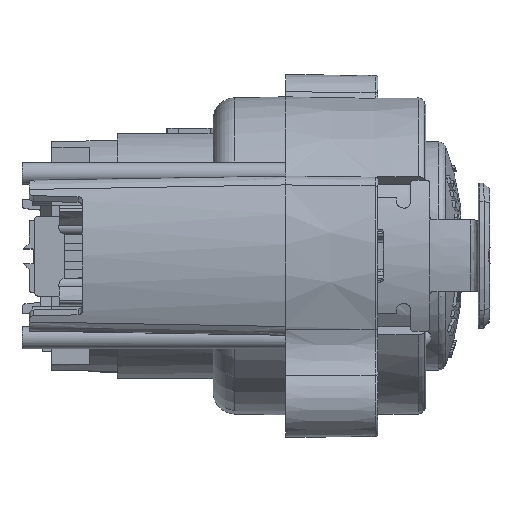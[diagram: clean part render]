
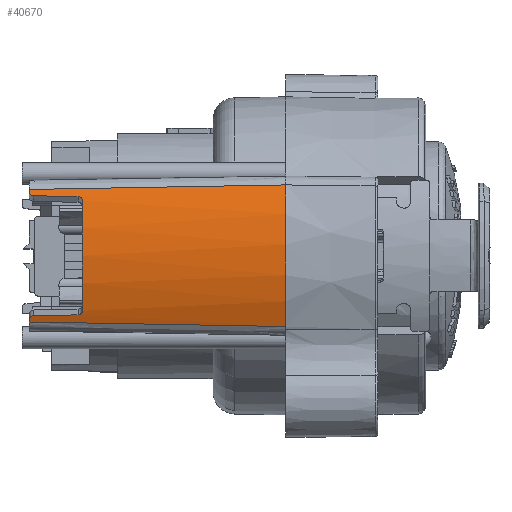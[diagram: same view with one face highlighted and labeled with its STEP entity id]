
A CAD part, top view. The second image highlights one B-rep face of the part: STEP entity #40670.
In plain terms, the highlighted cylindrical face has radius 12.5 mm (diameter 25 mm), a partial arc.
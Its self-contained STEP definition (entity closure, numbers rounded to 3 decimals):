
#15143 = VERTEX_POINT('',#15144);
#15144 = CARTESIAN_POINT('',(12.043,-11.695,
    24.04));
#40506 = VERTEX_POINT('',#40507);
#40507 = CARTESIAN_POINT('',(-1.957,-3.033,
    24.441));
#40513 = EDGE_CURVE('',#40514,#40506,#40516,.T.);
#40514 = VERTEX_POINT('',#40515);
#40515 = CARTESIAN_POINT('',(-1.957,-10.612,
    24.441));
#40516 = CIRCLE('',#40517,12.5);
#40517 = AXIS2_PLACEMENT_3D('',#40518,#40519,#40520);
#40518 = CARTESIAN_POINT('',(-1.957,-6.823,
    12.529));
#40519 = DIRECTION('',(-1.,0.,0.));
#40520 = DIRECTION('',(0.,-0.303,0.953));
#40594 = VERTEX_POINT('',#40595);
#40595 = CARTESIAN_POINT('',(-2.251,-2.748,
    24.346));
#40601 = EDGE_CURVE('',#40594,#40506,#40602,.T.);
#40602 = B_SPLINE_CURVE_WITH_KNOTS('',3,(#40603,#40604,#40605,#40606,
    #40607,#40608,#40609,#40610),.UNSPECIFIED.,.F.,.F.,(4,1,1,1,1,4),(0.
    ,0.2,0.4,0.6,0.8,1.),.QUASI_UNIFORM_KNOTS.);
#40603 = CARTESIAN_POINT('',(-2.251,-2.748,
    24.346));
#40604 = CARTESIAN_POINT('',(-2.22,-2.749,
    24.347));
#40605 = CARTESIAN_POINT('',(-2.158,-2.759,
    24.35));
#40606 = CARTESIAN_POINT('',(-2.074,-2.801,
    24.364));
#40607 = CARTESIAN_POINT('',(-2.009,-2.864,
    24.386));
#40608 = CARTESIAN_POINT('',(-1.966,-2.944,
    24.412));
#40609 = CARTESIAN_POINT('',(-1.957,-3.003,
    24.431));
#40610 = CARTESIAN_POINT('',(-1.957,-3.033,
    24.441));
#40621 = VERTEX_POINT('',#40622);
#40622 = CARTESIAN_POINT('',(-5.312,-2.698,
    24.329));
#40628 = EDGE_CURVE('',#40594,#40621,#40629,.T.);
#40629 = B_SPLINE_CURVE_WITH_KNOTS('',3,(#40630,#40631,#40632,#40633),
  .UNSPECIFIED.,.F.,.F.,(4,4),(0.,1.),.PIECEWISE_BEZIER_KNOTS.);
#40630 = CARTESIAN_POINT('',(-2.251,-2.748,
    24.346));
#40631 = CARTESIAN_POINT('',(-3.272,-2.731,
    24.341));
#40632 = CARTESIAN_POINT('',(-4.292,-2.714,
    24.335));
#40633 = CARTESIAN_POINT('',(-5.312,-2.698,
    24.329));
#40646 = VERTEX_POINT('',#40647);
#40647 = CARTESIAN_POINT('',(-5.607,-2.416,
    24.227));
#40655 = EDGE_CURVE('',#40646,#40621,#40656,.T.);
#40656 = B_SPLINE_CURVE_WITH_KNOTS('',3,(#40657,#40658,#40659,#40660,
    #40661,#40662,#40663,#40664),.UNSPECIFIED.,.F.,.F.,(4,1,1,1,1,4),(0.
    ,0.2,0.4,0.6,0.8,1.),.QUASI_UNIFORM_KNOTS.);
#40657 = CARTESIAN_POINT('',(-5.607,-2.416,
    24.227));
#40658 = CARTESIAN_POINT('',(-5.607,-2.446,
    24.238));
#40659 = CARTESIAN_POINT('',(-5.597,-2.502,
    24.259));
#40660 = CARTESIAN_POINT('',(-5.554,-2.582,
    24.288));
#40661 = CARTESIAN_POINT('',(-5.489,-2.645,
    24.311));
#40662 = CARTESIAN_POINT('',(-5.404,-2.687,
    24.325));
#40663 = CARTESIAN_POINT('',(-5.344,-2.697,
    24.329));
#40664 = CARTESIAN_POINT('',(-5.312,-2.698,
    24.329));
#40670 = ADVANCED_FACE('',(#40671),#40763,.T.);
#40671 = FACE_BOUND('',#40672,.T.);
#40672 = EDGE_LOOP('',(#40673,#40684,#40693,#40708,#40719,#40726,#40727,
    #40728,#40729,#40730,#40743,#40752));
#40673 = ORIENTED_EDGE('',*,*,#40674,.F.);
#40674 = EDGE_CURVE('',#40675,#40677,#40679,.T.);
#40675 = VERTEX_POINT('',#40676);
#40676 = CARTESIAN_POINT('',(-5.607,-11.385,
    24.167));
#40677 = VERTEX_POINT('',#40678);
#40678 = CARTESIAN_POINT('',(-5.607,-11.229,
    24.227));
#40679 = CIRCLE('',#40680,12.5);
#40680 = AXIS2_PLACEMENT_3D('',#40681,#40682,#40683);
#40681 = CARTESIAN_POINT('',(-5.607,-6.823,
    12.529));
#40682 = DIRECTION('',(-1.,0.,0.));
#40683 = DIRECTION('',(0.,-0.365,0.931));
#40684 = ORIENTED_EDGE('',*,*,#40685,.F.);
#40685 = EDGE_CURVE('',#15143,#40675,#40686,.T.);
#40686 = B_SPLINE_CURVE_WITH_KNOTS('',3,(#40687,#40688,#40689,#40690,
    #40691,#40692),.UNSPECIFIED.,.F.,.F.,(4,1,1,4),(0.,0.333,
    0.667,1.),.UNSPECIFIED.);
#40687 = CARTESIAN_POINT('',(12.043,-11.695,
    24.04));
#40688 = CARTESIAN_POINT('',(10.082,-11.661,
    24.055));
#40689 = CARTESIAN_POINT('',(6.16,-11.592,
    24.084));
#40690 = CARTESIAN_POINT('',(0.277,-11.489,
    24.126));
#40691 = CARTESIAN_POINT('',(-3.645,-11.42,
    24.153));
#40692 = CARTESIAN_POINT('',(-5.607,-11.385,
    24.167));
#40693 = ORIENTED_EDGE('',*,*,#40694,.F.);
#40694 = EDGE_CURVE('',#40695,#15143,#40697,.T.);
#40695 = VERTEX_POINT('',#40696);
#40696 = CARTESIAN_POINT('',(12.043,-1.95,
    24.04));
#40697 = B_SPLINE_CURVE_WITH_KNOTS('',3,(#40698,#40699,#40700,#40701,
    #40702,#40703,#40704,#40705,#40706,#40707),.UNSPECIFIED.,.F.,.F.,(4,
    1,1,1,1,1,1,4),(0.,0.143,0.286,0.429,
    0.571,0.714,0.857,1.),.UNSPECIFIED.);
#40698 = CARTESIAN_POINT('',(12.043,-1.95,
    24.04));
#40699 = CARTESIAN_POINT('',(12.044,-2.389,
    24.226));
#40700 = CARTESIAN_POINT('',(12.043,-3.288,
    24.548));
#40701 = CARTESIAN_POINT('',(12.043,-4.683,
    24.872));
#40702 = CARTESIAN_POINT('',(12.043,-6.106,
    25.036));
#40703 = CARTESIAN_POINT('',(12.043,-7.539,
    25.036));
#40704 = CARTESIAN_POINT('',(12.043,-8.962,
    24.872));
#40705 = CARTESIAN_POINT('',(12.043,-10.357,
    24.548));
#40706 = CARTESIAN_POINT('',(12.043,-11.256,
    24.226));
#40707 = CARTESIAN_POINT('',(12.043,-11.695,
    24.04));
#40708 = ORIENTED_EDGE('',*,*,#40709,.F.);
#40709 = EDGE_CURVE('',#40710,#40695,#40712,.T.);
#40710 = VERTEX_POINT('',#40711);
#40711 = CARTESIAN_POINT('',(-5.607,-2.26,
    24.167));
#40712 = B_SPLINE_CURVE_WITH_KNOTS('',3,(#40713,#40714,#40715,#40716,
    #40717,#40718),.UNSPECIFIED.,.F.,.F.,(4,1,1,4),(0.,0.333,
    0.667,1.),.UNSPECIFIED.);
#40713 = CARTESIAN_POINT('',(-5.607,-2.26,
    24.167));
#40714 = CARTESIAN_POINT('',(-3.645,-2.226,
    24.153));
#40715 = CARTESIAN_POINT('',(0.277,-2.156,
    24.126));
#40716 = CARTESIAN_POINT('',(6.16,-2.053,
    24.084));
#40717 = CARTESIAN_POINT('',(10.082,-1.984,
    24.055));
#40718 = CARTESIAN_POINT('',(12.043,-1.95,
    24.04));
#40719 = ORIENTED_EDGE('',*,*,#40720,.F.);
#40720 = EDGE_CURVE('',#40646,#40710,#40721,.T.);
#40721 = CIRCLE('',#40722,12.5);
#40722 = AXIS2_PLACEMENT_3D('',#40723,#40724,#40725);
#40723 = CARTESIAN_POINT('',(-5.607,-6.823,
    12.529));
#40724 = DIRECTION('',(-1.,0.,0.));
#40725 = DIRECTION('',(0.,0.353,0.936));
#40726 = ORIENTED_EDGE('',*,*,#40655,.T.);
#40727 = ORIENTED_EDGE('',*,*,#40628,.F.);
#40728 = ORIENTED_EDGE('',*,*,#40601,.T.);
#40729 = ORIENTED_EDGE('',*,*,#40513,.F.);
#40730 = ORIENTED_EDGE('',*,*,#40731,.T.);
#40731 = EDGE_CURVE('',#40514,#40732,#40734,.T.);
#40732 = VERTEX_POINT('',#40733);
#40733 = CARTESIAN_POINT('',(-2.251,-10.897,
    24.346));
#40734 = B_SPLINE_CURVE_WITH_KNOTS('',3,(#40735,#40736,#40737,#40738,
    #40739,#40740,#40741,#40742),.UNSPECIFIED.,.F.,.F.,(4,1,1,1,1,4),(0.
    ,0.2,0.4,0.6,0.8,1.),.QUASI_UNIFORM_KNOTS.);
#40735 = CARTESIAN_POINT('',(-1.957,-10.612,
    24.441));
#40736 = CARTESIAN_POINT('',(-1.957,-10.642,
    24.431));
#40737 = CARTESIAN_POINT('',(-1.966,-10.701,
    24.412));
#40738 = CARTESIAN_POINT('',(-2.009,-10.781,
    24.386));
#40739 = CARTESIAN_POINT('',(-2.074,-10.844,
    24.364));
#40740 = CARTESIAN_POINT('',(-2.158,-10.886,
    24.35));
#40741 = CARTESIAN_POINT('',(-2.22,-10.897,
    24.347));
#40742 = CARTESIAN_POINT('',(-2.251,-10.897,
    24.346));
#40743 = ORIENTED_EDGE('',*,*,#40744,.T.);
#40744 = EDGE_CURVE('',#40732,#40745,#40747,.T.);
#40745 = VERTEX_POINT('',#40746);
#40746 = CARTESIAN_POINT('',(-5.312,-10.947,
    24.329));
#40747 = B_SPLINE_CURVE_WITH_KNOTS('',3,(#40748,#40749,#40750,#40751),
  .UNSPECIFIED.,.F.,.F.,(4,4),(0.,1.),.PIECEWISE_BEZIER_KNOTS.);
#40748 = CARTESIAN_POINT('',(-2.251,-10.897,
    24.346));
#40749 = CARTESIAN_POINT('',(-3.272,-10.914,
    24.341));
#40750 = CARTESIAN_POINT('',(-4.292,-10.931,
    24.335));
#40751 = CARTESIAN_POINT('',(-5.312,-10.947,
    24.329));
#40752 = ORIENTED_EDGE('',*,*,#40753,.T.);
#40753 = EDGE_CURVE('',#40745,#40677,#40754,.T.);
#40754 = B_SPLINE_CURVE_WITH_KNOTS('',3,(#40755,#40756,#40757,#40758,
    #40759,#40760,#40761,#40762),.UNSPECIFIED.,.F.,.F.,(4,1,1,1,1,4),(0.
    ,0.2,0.4,0.6,0.8,1.),.QUASI_UNIFORM_KNOTS.);
#40755 = CARTESIAN_POINT('',(-5.312,-10.947,
    24.329));
#40756 = CARTESIAN_POINT('',(-5.344,-10.948,
    24.329));
#40757 = CARTESIAN_POINT('',(-5.404,-10.958,
    24.325));
#40758 = CARTESIAN_POINT('',(-5.489,-11.,
    24.311));
#40759 = CARTESIAN_POINT('',(-5.554,-11.063,
    24.288));
#40760 = CARTESIAN_POINT('',(-5.597,-11.143,
    24.259));
#40761 = CARTESIAN_POINT('',(-5.607,-11.199,
    24.238));
#40762 = CARTESIAN_POINT('',(-5.607,-11.229,
    24.227));
#40763 = CYLINDRICAL_SURFACE('',#40764,12.5);
#40764 = AXIS2_PLACEMENT_3D('',#40765,#40766,#40767);
#40765 = CARTESIAN_POINT('',(18.393,-6.823,
    12.529));
#40766 = DIRECTION('',(1.,0.,0.));
#40767 = DIRECTION('',(0.,1.,0.));
